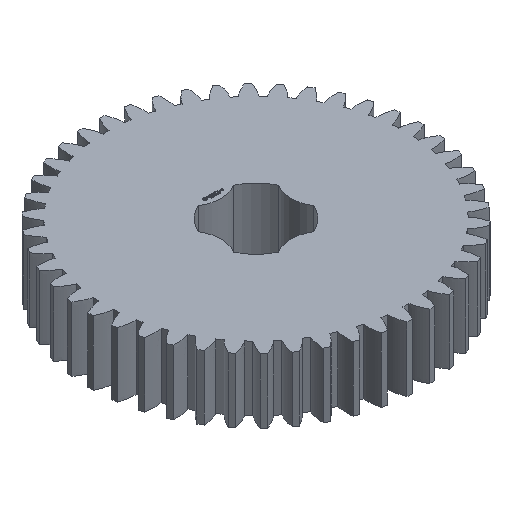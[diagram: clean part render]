
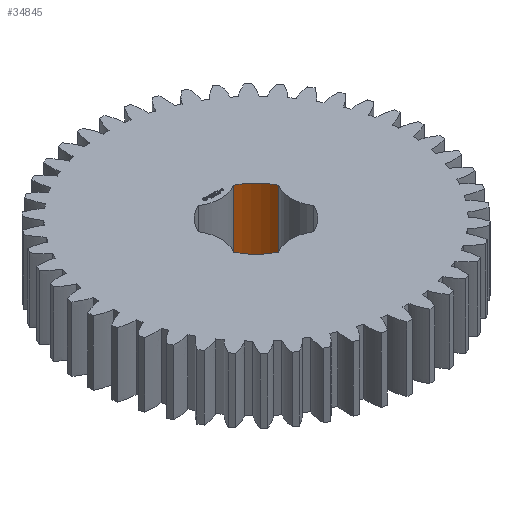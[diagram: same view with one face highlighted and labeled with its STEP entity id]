
A CAD part, isometric view. The second image highlights one B-rep face of the part: STEP entity #34845.
In plain terms, the highlighted cylindrical face has radius 6.35 mm (diameter 12.7 mm), a partial arc.
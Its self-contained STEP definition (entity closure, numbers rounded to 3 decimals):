
#93 = PLANE('',#94);
#94 = AXIS2_PLACEMENT_3D('',#95,#96,#97);
#95 = CARTESIAN_POINT('',(0.,0.,9.375));
#96 = DIRECTION('',(0.,0.,1.));
#97 = DIRECTION('',(1.,0.,0.));
#168 = PLANE('',#169);
#169 = AXIS2_PLACEMENT_3D('',#170,#171,#172);
#170 = CARTESIAN_POINT('',(0.,0.,0.));
#171 = DIRECTION('',(0.,0.,1.));
#172 = DIRECTION('',(1.,0.,0.));
#10800 = VERTEX_POINT('',#10801);
#10801 = CARTESIAN_POINT('',(2.55,5.816,0.));
#10816 = CYLINDRICAL_SURFACE('',#10817,4.9);
#10817 = AXIS2_PLACEMENT_3D('',#10818,#10819,#10820);
#10818 = CARTESIAN_POINT('',(0.,10.,0.));
#10819 = DIRECTION('',(0.,-0.,-1.));
#10820 = DIRECTION('',(0.707,0.707,0.));
#10828 = EDGE_CURVE('',#10829,#10800,#10831,.T.);
#10829 = VERTEX_POINT('',#10830);
#10830 = CARTESIAN_POINT('',(5.816,2.55,0.));
#10831 = SURFACE_CURVE('',#10832,(#10837,#10844),.PCURVE_S1.);
#10832 = CIRCLE('',#10833,6.35);
#10833 = AXIS2_PLACEMENT_3D('',#10834,#10835,#10836);
#10834 = CARTESIAN_POINT('',(0.,0.,0.));
#10835 = DIRECTION('',(0.,-0.,1.));
#10836 = DIRECTION('',(0.707,0.707,0.));
#10837 = PCURVE('',#168,#10838);
#10838 = DEFINITIONAL_REPRESENTATION('',(#10839),#10843);
#10839 = CIRCLE('',#10840,6.35);
#10840 = AXIS2_PLACEMENT_2D('',#10841,#10842);
#10841 = CARTESIAN_POINT('',(0.,0.));
#10842 = DIRECTION('',(0.707,0.707));
#10843 = ( GEOMETRIC_REPRESENTATION_CONTEXT(2) 
PARAMETRIC_REPRESENTATION_CONTEXT() REPRESENTATION_CONTEXT('2D SPACE',''
  ) );
#10844 = PCURVE('',#10845,#10850);
#10845 = CYLINDRICAL_SURFACE('',#10846,6.35);
#10846 = AXIS2_PLACEMENT_3D('',#10847,#10848,#10849);
#10847 = CARTESIAN_POINT('',(0.,0.,0.));
#10848 = DIRECTION('',(0.,-0.,-1.));
#10849 = DIRECTION('',(0.707,0.707,0.));
#10850 = DEFINITIONAL_REPRESENTATION('',(#10851),#10855);
#10851 = LINE('',#10852,#10853);
#10852 = CARTESIAN_POINT('',(-0.,0.));
#10853 = VECTOR('',#10854,1.);
#10854 = DIRECTION('',(-1.,0.));
#10855 = ( GEOMETRIC_REPRESENTATION_CONTEXT(2) 
PARAMETRIC_REPRESENTATION_CONTEXT() REPRESENTATION_CONTEXT('2D SPACE',''
  ) );
#10874 = CYLINDRICAL_SURFACE('',#10875,4.9);
#10875 = AXIS2_PLACEMENT_3D('',#10876,#10877,#10878);
#10876 = CARTESIAN_POINT('',(10.,0.,0.));
#10877 = DIRECTION('',(0.,-0.,-1.));
#10878 = DIRECTION('',(0.707,0.707,0.));
#18436 = VERTEX_POINT('',#18437);
#18437 = CARTESIAN_POINT('',(2.55,5.816,9.375));
#18459 = EDGE_CURVE('',#18460,#18436,#18462,.T.);
#18460 = VERTEX_POINT('',#18461);
#18461 = CARTESIAN_POINT('',(5.816,2.55,9.375));
#18462 = SURFACE_CURVE('',#18463,(#18468,#18475),.PCURVE_S1.);
#18463 = CIRCLE('',#18464,6.35);
#18464 = AXIS2_PLACEMENT_3D('',#18465,#18466,#18467);
#18465 = CARTESIAN_POINT('',(0.,0.,9.375
    ));
#18466 = DIRECTION('',(0.,-0.,1.));
#18467 = DIRECTION('',(0.707,0.707,0.));
#18468 = PCURVE('',#93,#18469);
#18469 = DEFINITIONAL_REPRESENTATION('',(#18470),#18474);
#18470 = CIRCLE('',#18471,6.35);
#18471 = AXIS2_PLACEMENT_2D('',#18472,#18473);
#18472 = CARTESIAN_POINT('',(0.,0.));
#18473 = DIRECTION('',(0.707,0.707));
#18474 = ( GEOMETRIC_REPRESENTATION_CONTEXT(2) 
PARAMETRIC_REPRESENTATION_CONTEXT() REPRESENTATION_CONTEXT('2D SPACE',''
  ) );
#18475 = PCURVE('',#10845,#18476);
#18476 = DEFINITIONAL_REPRESENTATION('',(#18477),#18481);
#18477 = LINE('',#18478,#18479);
#18478 = CARTESIAN_POINT('',(-0.,-9.375));
#18479 = VECTOR('',#18480,1.);
#18480 = DIRECTION('',(-1.,0.));
#18481 = ( GEOMETRIC_REPRESENTATION_CONTEXT(2) 
PARAMETRIC_REPRESENTATION_CONTEXT() REPRESENTATION_CONTEXT('2D SPACE',''
  ) );
#34822 = EDGE_CURVE('',#10829,#18460,#34823,.T.);
#34823 = SURFACE_CURVE('',#34824,(#34828,#34835),.PCURVE_S1.);
#34824 = LINE('',#34825,#34826);
#34825 = CARTESIAN_POINT('',(5.816,2.55,0.));
#34826 = VECTOR('',#34827,1.);
#34827 = DIRECTION('',(0.,0.,1.));
#34828 = PCURVE('',#10874,#34829);
#34829 = DEFINITIONAL_REPRESENTATION('',(#34830),#34834);
#34830 = LINE('',#34831,#34832);
#34831 = CARTESIAN_POINT('',(-1.809,0.));
#34832 = VECTOR('',#34833,1.);
#34833 = DIRECTION('',(-0.,-1.));
#34834 = ( GEOMETRIC_REPRESENTATION_CONTEXT(2) 
PARAMETRIC_REPRESENTATION_CONTEXT() REPRESENTATION_CONTEXT('2D SPACE',''
  ) );
#34835 = PCURVE('',#10845,#34836);
#34836 = DEFINITIONAL_REPRESENTATION('',(#34837),#34841);
#34837 = LINE('',#34838,#34839);
#34838 = CARTESIAN_POINT('',(-5.911,0.));
#34839 = VECTOR('',#34840,1.);
#34840 = DIRECTION('',(-0.,-1.));
#34841 = ( GEOMETRIC_REPRESENTATION_CONTEXT(2) 
PARAMETRIC_REPRESENTATION_CONTEXT() REPRESENTATION_CONTEXT('2D SPACE',''
  ) );
#34845 = ADVANCED_FACE('',(#34846),#10845,.F.);
#34846 = FACE_BOUND('',#34847,.T.);
#34847 = EDGE_LOOP('',(#34848,#34849,#34850,#34871));
#34848 = ORIENTED_EDGE('',*,*,#34822,.T.);
#34849 = ORIENTED_EDGE('',*,*,#18459,.T.);
#34850 = ORIENTED_EDGE('',*,*,#34851,.F.);
#34851 = EDGE_CURVE('',#10800,#18436,#34852,.T.);
#34852 = SURFACE_CURVE('',#34853,(#34857,#34864),.PCURVE_S1.);
#34853 = LINE('',#34854,#34855);
#34854 = CARTESIAN_POINT('',(2.55,5.816,0.));
#34855 = VECTOR('',#34856,1.);
#34856 = DIRECTION('',(0.,0.,1.));
#34857 = PCURVE('',#10845,#34858);
#34858 = DEFINITIONAL_REPRESENTATION('',(#34859),#34863);
#34859 = LINE('',#34860,#34861);
#34860 = CARTESIAN_POINT('',(-6.655,0.));
#34861 = VECTOR('',#34862,1.);
#34862 = DIRECTION('',(-0.,-1.));
#34863 = ( GEOMETRIC_REPRESENTATION_CONTEXT(2) 
PARAMETRIC_REPRESENTATION_CONTEXT() REPRESENTATION_CONTEXT('2D SPACE',''
  ) );
#34864 = PCURVE('',#10816,#34865);
#34865 = DEFINITIONAL_REPRESENTATION('',(#34866),#34870);
#34866 = LINE('',#34867,#34868);
#34867 = CARTESIAN_POINT('',(-4.474,0.));
#34868 = VECTOR('',#34869,1.);
#34869 = DIRECTION('',(-0.,-1.));
#34870 = ( GEOMETRIC_REPRESENTATION_CONTEXT(2) 
PARAMETRIC_REPRESENTATION_CONTEXT() REPRESENTATION_CONTEXT('2D SPACE',''
  ) );
#34871 = ORIENTED_EDGE('',*,*,#10828,.F.);
